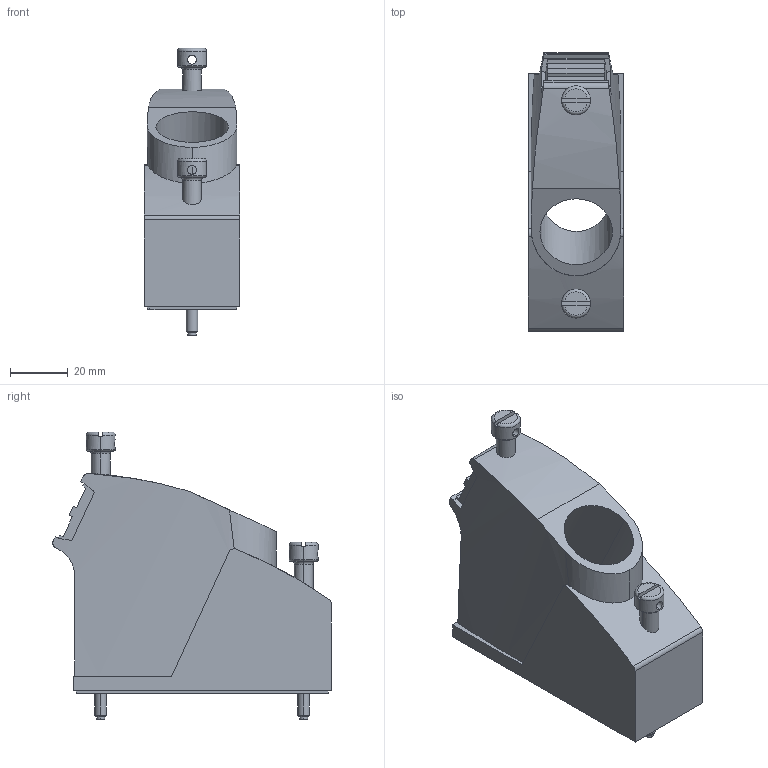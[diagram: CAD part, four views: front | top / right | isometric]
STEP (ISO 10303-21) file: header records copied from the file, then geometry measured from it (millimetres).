
FILE_DESCRIPTION(('Creo Elements/Direct Modeling STEP Export'),'2;1');
FILE_NAME('model.stp','2020-12-02T 9:30:12',(''),(''),'Creo Elements/Direct Modeling STEP processor for AP214 (Solid Model)','Creo Elements/Direct Modeling 20.1A 29-Sep-2018 (C) Parametric Technology GmbH','');
FILE_SCHEMA(('AUTOMOTIVE_DESIGN { 1 0 10303 214 1 1 1 1 }'));
Length unit declared in the file: millimetre
Products named in the file (2): VC-MP-T3-R-M25
Assembly tree (1 placements, depth 2):
  VC-MP-T3-R-M25
    VC-MP-T3-R-M25
Bounding box: 33 x 96 x 99.2 mm (x, y, z)
Volume: 86026.7 mm3; surface area: 31017.1 mm2
Topology: 1 solids, 1 shells, 173 faces, 445 edges, 295 vertices
Faces by surface type: plane 91, cylinder 66, torus 12, cone 4
Entity records: 10109 total; most frequent: CARTESIAN_POINT 4508, ORIENTED_EDGE 890, DIRECTION 817, EDGE_CURVE 445, VERTEX_POINT 295, AXIS2_PLACEMENT_3D 287, VECTOR 243, LINE 243
